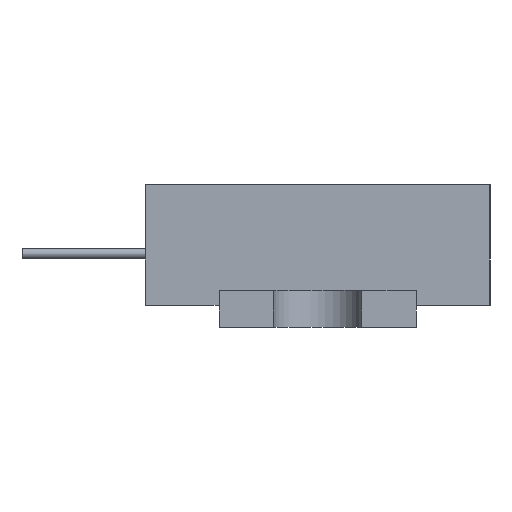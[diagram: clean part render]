
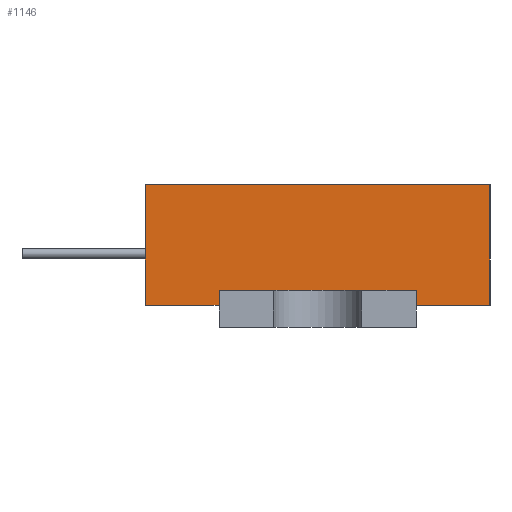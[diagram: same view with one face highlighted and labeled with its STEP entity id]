
A CAD part, left-side view. The second image highlights one B-rep face of the part: STEP entity #1146.
In plain terms, the highlighted planar face has unit normal (-1, 0, 0).
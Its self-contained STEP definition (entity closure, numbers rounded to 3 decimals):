
#1146=ADVANCED_FACE('',(#2270),#2272,.T.);
#2270=FACE_BOUND('',#2271,.T.);
#2271=EDGE_LOOP('',(#3296,#3297,#3298,#3299,#3300,#3301,#3302,#3303));
#2272=PLANE('',#2273);
#2273=AXIS2_PLACEMENT_3D('',#2274,#2275,#2276);
#2274=CARTESIAN_POINT('',(-17.5,7.,0.9));
#2275=DIRECTION('',(-1.,0.,0.));
#2276=DIRECTION('',(0.,-1.,0.));
#3296=ORIENTED_EDGE('',*,*,#3887,.T.);
#3297=ORIENTED_EDGE('',*,*,#3888,.T.);
#3298=ORIENTED_EDGE('',*,*,#3889,.T.);
#3299=ORIENTED_EDGE('',*,*,#3890,.T.);
#3300=ORIENTED_EDGE('',*,*,#3532,.F.);
#3301=ORIENTED_EDGE('',*,*,#3891,.F.);
#3302=ORIENTED_EDGE('',*,*,#3892,.T.);
#3303=ORIENTED_EDGE('',*,*,#3893,.T.);
#3532=EDGE_CURVE('',#3955,#3956,#3957,.T.);
#3887=EDGE_CURVE('',#4546,#4547,#4548,.T.);
#3888=EDGE_CURVE('',#4547,#4549,#4550,.T.);
#3889=EDGE_CURVE('',#4549,#4551,#4552,.T.);
#3890=EDGE_CURVE('',#4551,#3956,#4553,.T.);
#3891=EDGE_CURVE('',#4554,#3955,#4555,.T.);
#3892=EDGE_CURVE('',#4554,#4556,#4557,.T.);
#3893=EDGE_CURVE('',#4556,#4546,#4558,.T.);
#3955=VERTEX_POINT('',#4666);
#3956=VERTEX_POINT('',#4667);
#3957=LINE('',#4668,#4669);
#4546=VERTEX_POINT('',#5997);
#4547=VERTEX_POINT('',#5998);
#4548=LINE('',#5999,#6000);
#4549=VERTEX_POINT('',#6002);
#4550=LINE('',#6003,#6004);
#4551=VERTEX_POINT('',#6006);
#4552=LINE('',#6007,#6008);
#4553=LINE('',#6010,#6011);
#4554=VERTEX_POINT('',#6013);
#4555=LINE('',#6014,#6015);
#4556=VERTEX_POINT('',#6017);
#4557=LINE('',#6018,#6019);
#4558=LINE('',#6021,#6022);
#4666=CARTESIAN_POINT('',(-17.5,7.,5.8));
#4667=CARTESIAN_POINT('',(-17.5,-7.,5.8));
#4668=CARTESIAN_POINT('',(-17.5,7.,5.8));
#4669=VECTOR('',#4670,1.);
#4670=DIRECTION('',(0.,-1.,0.));
#5997=CARTESIAN_POINT('',(-17.5,4.,1.5));
#5998=CARTESIAN_POINT('',(-17.5,-4.,1.5));
#5999=CARTESIAN_POINT('',(-17.5,4.,1.5));
#6000=VECTOR('',#6001,1.);
#6001=DIRECTION('',(0.,-1.,0.));
#6002=CARTESIAN_POINT('',(-17.5,-4.,0.9));
#6003=CARTESIAN_POINT('',(-17.5,-4.,1.5));
#6004=VECTOR('',#6005,1.);
#6005=DIRECTION('',(0.,0.,-1.));
#6006=CARTESIAN_POINT('',(-17.5,-7.,0.9));
#6007=CARTESIAN_POINT('',(-17.5,-4.,0.9));
#6008=VECTOR('',#6009,1.);
#6009=DIRECTION('',(0.,-1.,0.));
#6010=CARTESIAN_POINT('',(-17.5,-7.,0.9));
#6011=VECTOR('',#6012,1.);
#6012=DIRECTION('',(0.,0.,1.));
#6013=CARTESIAN_POINT('',(-17.5,7.,0.9));
#6014=CARTESIAN_POINT('',(-17.5,7.,0.9));
#6015=VECTOR('',#6016,1.);
#6016=DIRECTION('',(0.,0.,1.));
#6017=CARTESIAN_POINT('',(-17.5,4.,0.9));
#6018=CARTESIAN_POINT('',(-17.5,7.,0.9));
#6019=VECTOR('',#6020,1.);
#6020=DIRECTION('',(0.,-1.,0.));
#6021=CARTESIAN_POINT('',(-17.5,4.,0.9));
#6022=VECTOR('',#6023,1.);
#6023=DIRECTION('',(0.,0.,1.));
